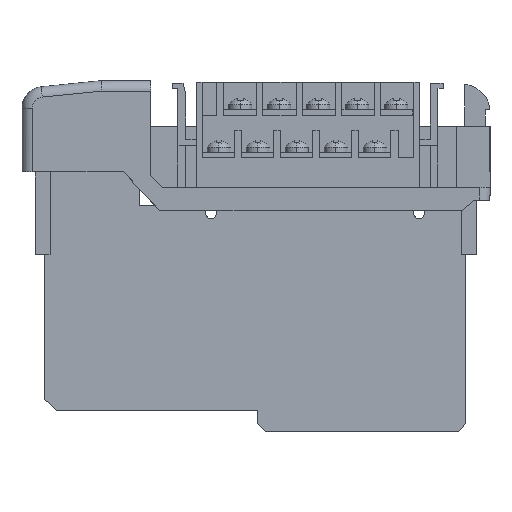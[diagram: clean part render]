
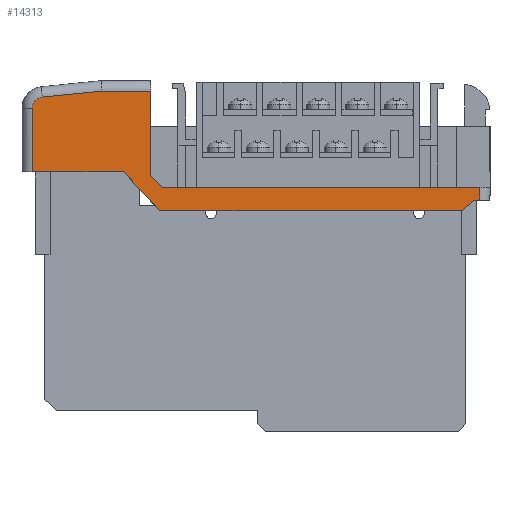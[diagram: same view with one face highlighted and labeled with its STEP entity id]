
A CAD part, left-side view. The second image highlights one B-rep face of the part: STEP entity #14313.
In plain terms, the highlighted planar face has unit normal (-1, 0, 0).
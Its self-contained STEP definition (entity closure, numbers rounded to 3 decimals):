
#13838 = EDGE_CURVE ( 'NONE', #13840, #13841, #23086, .T. ) ;
#13840 = VERTEX_POINT ( 'NONE', #23082 ) ;
#13841 = VERTEX_POINT ( 'NONE', #23080 ) ;
#14139 = VERTEX_POINT ( 'NONE', #23864 ) ;
#14196 = EDGE_CURVE ( 'NONE', #14197, #14139, #24046, .T. ) ;
#14197 = VERTEX_POINT ( 'NONE', #24042 ) ;
#14223 = VERTEX_POINT ( 'NONE', #24066 ) ;
#14243 = EDGE_CURVE ( 'NONE', #14245, #14197, #24131, .T. ) ;
#14245 = VERTEX_POINT ( 'NONE', #24126 ) ;
#14256 = EDGE_CURVE ( 'NONE', #14139, #14223, #24152, .T. ) ;
#14305 = EDGE_CURVE ( 'NONE', #14307, #14245, #24252, .T. ) ;
#14307 = VERTEX_POINT ( 'NONE', #24305 ) ;
#14313 = ADVANCED_FACE ( 'NONE', ( #24295 ), #24278, .F. ) ;
#14315 = EDGE_LOOP ( 'NONE', ( #14439, #14355, #14361, #14366, #14370, #14373, #14414, #14420, #14425, #14427, #14430, #14432, #14435 ) ) ;
#14326 = EDGE_CURVE ( 'NONE', #14328, #14307, #24319, .T. ) ;
#14328 = VERTEX_POINT ( 'NONE', #24311 ) ;
#14355 = ORIENTED_EDGE ( 'NONE', *, *, #14356, .F. ) ;
#14356 = EDGE_CURVE ( 'NONE', #14358, #14442, #24423, .T. ) ;
#14358 = VERTEX_POINT ( 'NONE', #24419 ) ;
#14361 = ORIENTED_EDGE ( 'NONE', *, *, #14362, .F. ) ;
#14362 = EDGE_CURVE ( 'NONE', #14364, #14358, #24414, .T. ) ;
#14364 = VERTEX_POINT ( 'NONE', #24410 ) ;
#14366 = ORIENTED_EDGE ( 'NONE', *, *, #14368, .F. ) ;
#14368 = EDGE_CURVE ( 'NONE', #13840, #14364, #24405, .T. ) ;
#14370 = ORIENTED_EDGE ( 'NONE', *, *, #13838, .T. ) ;
#14373 = ORIENTED_EDGE ( 'NONE', *, *, #14374, .T. ) ;
#14374 = EDGE_CURVE ( 'NONE', #13841, #14376, #24455, .T. ) ;
#14376 = VERTEX_POINT ( 'NONE', #24450 ) ;
#14414 = ORIENTED_EDGE ( 'NONE', *, *, #14416, .T. ) ;
#14416 = EDGE_CURVE ( 'NONE', #14376, #14418, #24540, .T. ) ;
#14418 = VERTEX_POINT ( 'NONE', #24531 ) ;
#14420 = ORIENTED_EDGE ( 'NONE', *, *, #14422, .T. ) ;
#14422 = EDGE_CURVE ( 'NONE', #14418, #14328, #24526, .T. ) ;
#14425 = ORIENTED_EDGE ( 'NONE', *, *, #14326, .T. ) ;
#14427 = ORIENTED_EDGE ( 'NONE', *, *, #14305, .T. ) ;
#14430 = ORIENTED_EDGE ( 'NONE', *, *, #14243, .T. ) ;
#14432 = ORIENTED_EDGE ( 'NONE', *, *, #14196, .T. ) ;
#14435 = ORIENTED_EDGE ( 'NONE', *, *, #14256, .T. ) ;
#14439 = ORIENTED_EDGE ( 'NONE', *, *, #14440, .T. ) ;
#14440 = EDGE_CURVE ( 'NONE', #14223, #14442, #24558, .T. ) ;
#14442 = VERTEX_POINT ( 'NONE', #24554 ) ;
#23080 = CARTESIAN_POINT ( 'NONE',  ( 0.5, 34.17, 3.114 ) ) ;
#23082 = CARTESIAN_POINT ( 'NONE',  ( 0.5, 24.723, 3.114 ) ) ;
#23083 = DIRECTION ( 'NONE',  ( 0., 1., 0. ) ) ;
#23084 = VECTOR ( 'NONE', #23083, 1000. ) ;
#23085 = CARTESIAN_POINT ( 'NONE',  ( 0.5, 34.27, 3.114 ) ) ;
#23086 = LINE ( 'NONE', #23085, #23084 ) ;
#23864 = CARTESIAN_POINT ( 'NONE',  ( 0.5, -37.408, -17.879 ) ) ;
#24042 = CARTESIAN_POINT ( 'NONE',  ( 0.5, -35.258, -19.886 ) ) ;
#24043 = DIRECTION ( 'NONE',  ( 0., -0.731, 0.682 ) ) ;
#24044 = VECTOR ( 'NONE', #24043, 1000. ) ;
#24045 = CARTESIAN_POINT ( 'NONE',  ( 0.5, -35.258, -19.886 ) ) ;
#24046 = LINE ( 'NONE', #24045, #24044 ) ;
#24066 = CARTESIAN_POINT ( 'NONE',  ( 0.5, -38.527, -17.879 ) ) ;
#24126 = CARTESIAN_POINT ( 'NONE',  ( 0.5, 22.973, -19.886 ) ) ;
#24128 = DIRECTION ( 'NONE',  ( 0., -1., 0. ) ) ;
#24129 = VECTOR ( 'NONE', #24128, 1000. ) ;
#24130 = CARTESIAN_POINT ( 'NONE',  ( 0.5, 22.973, -19.886 ) ) ;
#24131 = LINE ( 'NONE', #24130, #24129 ) ;
#24149 = DIRECTION ( 'NONE',  ( 0., -1., 0. ) ) ;
#24150 = VECTOR ( 'NONE', #24149, 1000. ) ;
#24151 = CARTESIAN_POINT ( 'NONE',  ( 0.5, -37.408, -17.879 ) ) ;
#24152 = LINE ( 'NONE', #24151, #24150 ) ;
#24249 = DIRECTION ( 'NONE',  ( 0., -0.682, -0.731 ) ) ;
#24250 = VECTOR ( 'NONE', #24249, 1000. ) ;
#24251 = CARTESIAN_POINT ( 'NONE',  ( 0.5, 22.973, -19.886 ) ) ;
#24252 = LINE ( 'NONE', #24251, #24250 ) ;
#24278 = PLANE ( 'NONE',  #24280 ) ;
#24279 = CARTESIAN_POINT ( 'NONE',  ( 0.5, -35.258, -0.876 ) ) ;
#24280 = AXIS2_PLACEMENT_3D ( 'NONE', #24279, #24335, #24334 ) ;
#24295 = FACE_OUTER_BOUND ( 'NONE', #14315, .T. ) ;
#24305 = CARTESIAN_POINT ( 'NONE',  ( 0.5, 29.973, -12.386 ) ) ;
#24311 = CARTESIAN_POINT ( 'NONE',  ( 0.5, 47.473, -12.386 ) ) ;
#24316 = DIRECTION ( 'NONE',  ( 0., -1., 0. ) ) ;
#24317 = VECTOR ( 'NONE', #24316, 1000. ) ;
#24318 = CARTESIAN_POINT ( 'NONE',  ( 0.5, 29.973, -12.386 ) ) ;
#24319 = LINE ( 'NONE', #24318, #24317 ) ;
#24334 = DIRECTION ( 'NONE',  ( 0., 0., -1. ) ) ;
#24335 = DIRECTION ( 'NONE',  ( 1., 0., 0. ) ) ;
#24402 = DIRECTION ( 'NONE',  ( 0., 0., -1. ) ) ;
#24403 = VECTOR ( 'NONE', #24402, 1000. ) ;
#24404 = CARTESIAN_POINT ( 'NONE',  ( 0.5, 24.723, 4.364 ) ) ;
#24405 = LINE ( 'NONE', #24404, #24403 ) ;
#24410 = CARTESIAN_POINT ( 'NONE',  ( 0.5, 24.723, -13.054 ) ) ;
#24411 = DIRECTION ( 'NONE',  ( 0., -0.685, -0.729 ) ) ;
#24412 = VECTOR ( 'NONE', #24411, 1000. ) ;
#24413 = CARTESIAN_POINT ( 'NONE',  ( 0.5, 22.532, -15.386 ) ) ;
#24414 = LINE ( 'NONE', #24413, #24412 ) ;
#24419 = CARTESIAN_POINT ( 'NONE',  ( 0.5, 22.532, -15.386 ) ) ;
#24420 = DIRECTION ( 'NONE',  ( 0., -1., 0. ) ) ;
#24421 = VECTOR ( 'NONE', #24420, 1000. ) ;
#24422 = CARTESIAN_POINT ( 'NONE',  ( 0.5, 22.532, -15.386 ) ) ;
#24423 = LINE ( 'NONE', #24422, #24421 ) ;
#24450 = CARTESIAN_POINT ( 'NONE',  ( 0.5, 45.569, 1.973 ) ) ;
#24452 = DIRECTION ( 'NONE',  ( 0., 0.995, -0.1 ) ) ;
#24453 = VECTOR ( 'NONE', #24452, 1000. ) ;
#24454 = CARTESIAN_POINT ( 'NONE',  ( 0.5, 45.569, 1.973 ) ) ;
#24455 = LINE ( 'NONE', #24454, #24453 ) ;
#24523 = DIRECTION ( 'NONE',  ( 0., 0., -1. ) ) ;
#24524 = VECTOR ( 'NONE', #24523, 1000. ) ;
#24525 = CARTESIAN_POINT ( 'NONE',  ( 0.5, 47.473, -12.386 ) ) ;
#24526 = LINE ( 'NONE', #24525, #24524 ) ;
#24531 = CARTESIAN_POINT ( 'NONE',  ( 0.5, 47.473, -0.213 ) ) ;
#24532 = DIRECTION ( 'NONE',  ( 0., 0., -1. ) ) ;
#24533 = DIRECTION ( 'NONE',  ( -1., 0., 0. ) ) ;
#24534 = CARTESIAN_POINT ( 'NONE',  ( 0.5, 45.358, -0.133 ) ) ;
#24535 = AXIS2_PLACEMENT_3D ( 'NONE', #24534, #24533, #24532 ) ;
#24540 = CIRCLE ( 'NONE', #24535, 2.116 ) ;
#24554 = CARTESIAN_POINT ( 'NONE',  ( 0.5, -38.527, -15.386 ) ) ;
#24555 = DIRECTION ( 'NONE',  ( 0., 0., 1. ) ) ;
#24556 = VECTOR ( 'NONE', #24555, 1000. ) ;
#24557 = CARTESIAN_POINT ( 'NONE',  ( 0.5, -38.527, -0.463 ) ) ;
#24558 = LINE ( 'NONE', #24557, #24556 ) ;
